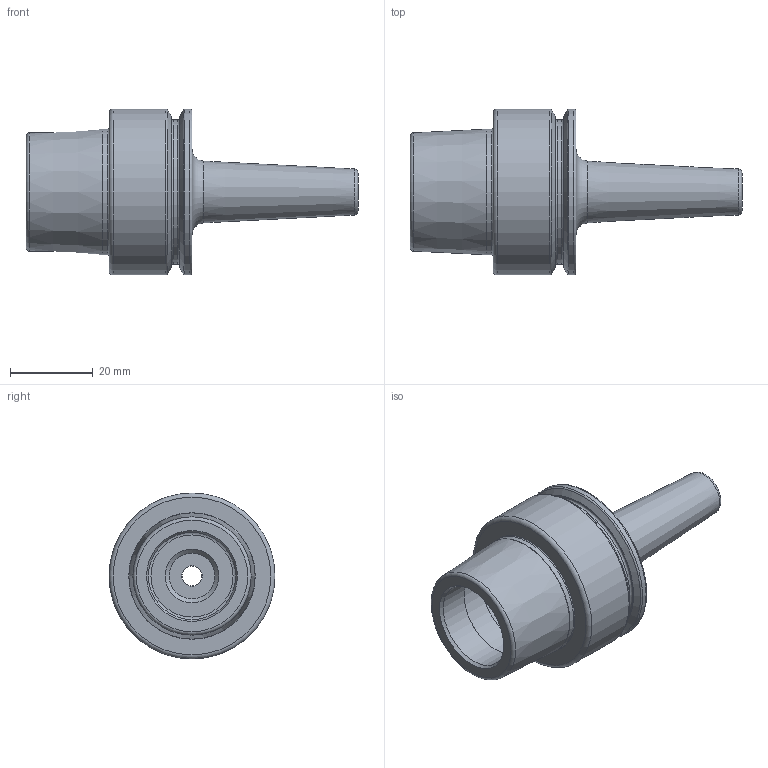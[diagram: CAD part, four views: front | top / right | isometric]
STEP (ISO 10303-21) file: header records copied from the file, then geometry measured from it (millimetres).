
FILE_DESCRIPTION(/* description */ (''),/* implementation_level */ '2;1');
FILE_NAME(/* name */ 'HSK040E-SN018-060.step',/* time_stamp */ '2022-01-10T15:10:49-06:00',/* author */ (''),/* organization */ (''),/* preprocessor_version */ 'ST-DEVELOPER v18.1',/* originating_system */ 'Autodesk Translation Framework v10.10.0.1391',/* authorisation */ '');
FILE_SCHEMA (('AUTOMOTIVE_DESIGN { 1 0 10303 214 3 1 1 }'));
Length unit declared in the file: millimetre
Products named in the file (3): HSK040E-SN018-060; HSK040E v1; HSK040E v1 (1)
Assembly tree (2 placements, depth 2):
  HSK040E-SN018-060
    HSK040E v1
    HSK040E v1 (1)
Bounding box: 80 x 40 x 40 mm (x, y, z)
Volume: 30277.8 mm3; surface area: 11611.6 mm2
Topology: 1 solids, 1 shells, 43 faces, 96 edges, 62 vertices
Faces by surface type: torus 15, cylinder 11, plane 9, cone 8
Full cylindrical faces by diameter (mm): 4.763 x1, 5 x1, 11 x1, 13 x1, 21 x2, 25.5 x1, 30.208 x1, 34.8 x1, 40 x2
Entity records: 1334 total; most frequent: DIRECTION 269, CARTESIAN_POINT 206, ORIENTED_EDGE 192, AXIS2_PLACEMENT_3D 125, EDGE_CURVE 96, CIRCLE 77, VERTEX_POINT 62, EDGE_LOOP 52
